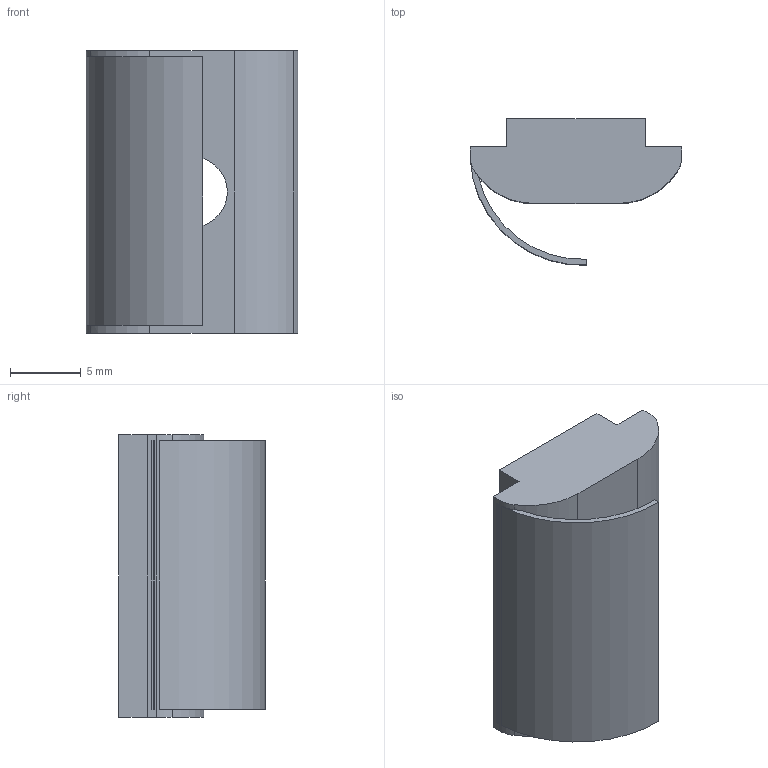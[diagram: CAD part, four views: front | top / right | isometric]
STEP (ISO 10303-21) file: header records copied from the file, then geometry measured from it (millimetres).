
FILE_DESCRIPTION (( 'STEP AP214' ), '1' );
FILE_NAME ('6211320', '2019-02-04T08:31:22', ( '' ), ('JUGARD+KÜNSTNER GmbH'), 'SwSTEP 2.0', 'SolidWorks 2017', '' );
FILE_SCHEMA (( 'AUTOMOTIVE_DESIGN' ));
Length unit declared in the file: millimetre
Products named in the file (1): 6211320_CNAJF00
Bounding box: 15 x 10.35 x 20 mm (x, y, z)
Volume: 1414.4 mm3; surface area: 1392.8 mm2
Topology: 1 solids, 1 shells, 23 faces, 64 edges, 44 vertices
Faces by surface type: plane 13, cylinder 10
Entity records: 869 total; most frequent: CARTESIAN_POINT 144, ORIENTED_EDGE 128, DIRECTION 128, EDGE_CURVE 64, AXIS2_PLACEMENT_3D 44, VERTEX_POINT 44, VECTOR 40, LINE 40
